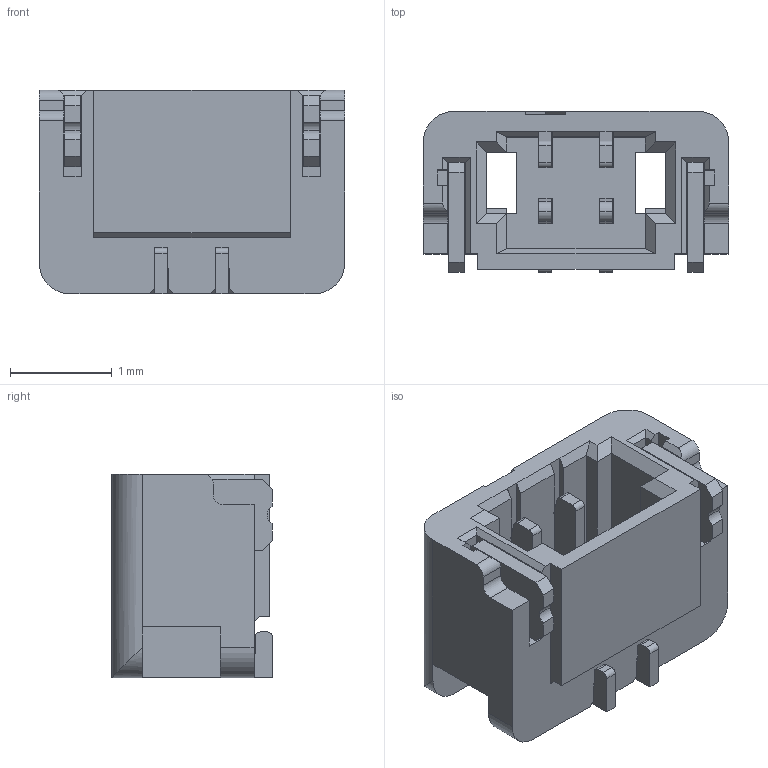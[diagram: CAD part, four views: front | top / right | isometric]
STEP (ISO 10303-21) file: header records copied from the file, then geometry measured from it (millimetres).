
FILE_DESCRIPTION(('CoCreate Modeling STEP Export'),'2;1');
FILE_NAME('WB0612H-02.stp','2021-09-09T11:39:04',(''),(''),'CoCreate Modeling STEP processor for AP214 (Solid Model)','CoCreate Modeling 16.00 13-May-2008 (C) Parametric Technology GmbH','');
FILE_SCHEMA(('AUTOMOTIVE_DESIGN { 1 0 10303 214 1 1 1 1 }'));
Length unit declared in the file: millimetre
Products named in the file (3): WB0612H-02XXX; WB0612-02; WB0612H-02XXX.
Assembly tree (2 placements, depth 2):
  WB0612H-02XXX.
    WB0612-02
    WB0612H-02XXX
Bounding box: 3 x 1.58 x 2 mm (x, y, z)
Volume: 5.6 mm3; surface area: 46.6 mm2
Topology: 1 solids, 1 shells, 265 faces, 970 edges, 890 vertices
Faces by surface type: plane 213, cylinder 52
Entity records: 11364 total; most frequent: CARTESIAN_POINT 2350, ORIENTED_EDGE 1544, DIRECTION 1429, EDGE_CURVE 772, VECTOR 635, LINE 635, VERTEX_POINT 494, AXIS2_PLACEMENT_3D 397
